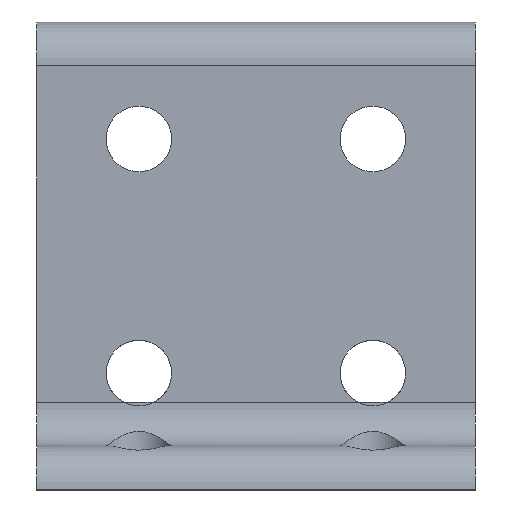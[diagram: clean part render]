
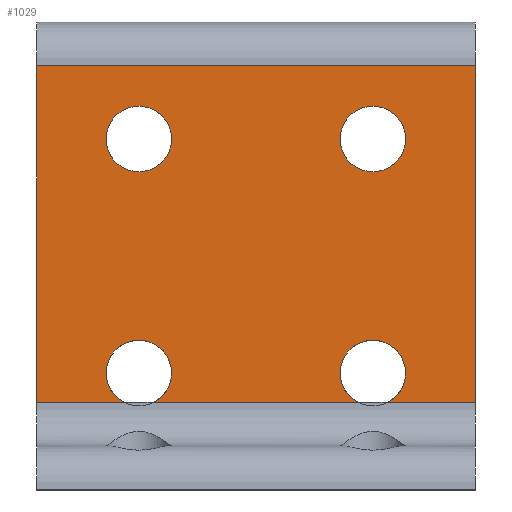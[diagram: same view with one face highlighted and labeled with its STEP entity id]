
A CAD part, front view. The second image highlights one B-rep face of the part: STEP entity #1029.
In plain terms, the highlighted planar face has unit normal (0, -1, 0).
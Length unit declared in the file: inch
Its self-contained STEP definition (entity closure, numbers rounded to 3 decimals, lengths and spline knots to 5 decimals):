
#78=CARTESIAN_POINT('',(-0.5005,-0.188,1.64));
#79=VERTEX_POINT('',#78);
#95=CARTESIAN_POINT('',(-0.5005,-0.188,1.36));
#96=VERTEX_POINT('',#95);
#103=CARTESIAN_POINT('',(-0.5005,-0.188,1.5));
#104=DIRECTION('',(0.0,1.0,0.0));
#105=DIRECTION('',(0.0,0.0,1.0));
#106=AXIS2_PLACEMENT_3D('',#103,#104,#105);
#107=CIRCLE('',#106,0.14);
#108=EDGE_CURVE('',#79,#96,#107,.T.);
#120=CARTESIAN_POINT('',(0.4995,-0.188,1.64));
#121=VERTEX_POINT('',#120);
#137=CARTESIAN_POINT('',(0.4995,-0.188,1.36));
#138=VERTEX_POINT('',#137);
#145=CARTESIAN_POINT('',(0.4995,-0.188,1.5));
#146=DIRECTION('',(0.0,1.0,0.0));
#147=DIRECTION('',(0.0,0.0,1.0));
#148=AXIS2_PLACEMENT_3D('',#145,#146,#147);
#149=CIRCLE('',#148,0.14);
#150=EDGE_CURVE('',#121,#138,#149,.T.);
#162=CARTESIAN_POINT('',(0.4995,-0.188,0.64));
#163=VERTEX_POINT('',#162);
#187=CARTESIAN_POINT('',(0.56449,-0.188,0.376));
#188=VERTEX_POINT('',#187);
#196=CARTESIAN_POINT('',(0.4995,-0.188,0.5));
#197=DIRECTION('',(0.0,1.0,0.0));
#198=DIRECTION('',(0.0,0.0,1.0));
#199=AXIS2_PLACEMENT_3D('',#196,#197,#198);
#200=CIRCLE('',#199,0.14);
#201=EDGE_CURVE('',#163,#188,#200,.T.);
#213=CARTESIAN_POINT('',(-0.5005,-0.188,0.64));
#214=VERTEX_POINT('',#213);
#238=CARTESIAN_POINT('',(-0.43551,-0.188,0.376));
#239=VERTEX_POINT('',#238);
#247=CARTESIAN_POINT('',(-0.5005,-0.188,0.5));
#248=DIRECTION('',(0.0,1.0,0.0));
#249=DIRECTION('',(0.0,0.0,1.0));
#250=AXIS2_PLACEMENT_3D('',#247,#248,#249);
#251=CIRCLE('',#250,0.14);
#252=EDGE_CURVE('',#214,#239,#251,.T.);
#620=CARTESIAN_POINT('',(-0.56549,-0.188,0.376));
#621=VERTEX_POINT('',#620);
#645=CARTESIAN_POINT('',(-0.5005,-0.188,0.5));
#646=DIRECTION('',(0.0,1.0,0.0));
#647=DIRECTION('',(0.0,0.0,1.0));
#648=AXIS2_PLACEMENT_3D('',#645,#646,#647);
#649=CIRCLE('',#648,0.14);
#650=EDGE_CURVE('',#621,#214,#649,.T.);
#669=CARTESIAN_POINT('',(0.43451,-0.188,0.376));
#670=VERTEX_POINT('',#669);
#694=CARTESIAN_POINT('',(0.4995,-0.188,0.5));
#695=DIRECTION('',(0.0,1.0,0.0));
#696=DIRECTION('',(0.0,0.0,1.0));
#697=AXIS2_PLACEMENT_3D('',#694,#695,#696);
#698=CIRCLE('',#697,0.14);
#699=EDGE_CURVE('',#670,#163,#698,.T.);
#719=CARTESIAN_POINT('',(0.4995,-0.188,1.5));
#720=DIRECTION('',(0.0,1.0,0.0));
#721=DIRECTION('',(0.0,0.0,1.0));
#722=AXIS2_PLACEMENT_3D('',#719,#720,#721);
#723=CIRCLE('',#722,0.14);
#724=EDGE_CURVE('',#138,#121,#723,.T.);
#743=CARTESIAN_POINT('',(-0.5005,-0.188,1.5));
#744=DIRECTION('',(0.0,1.0,0.0));
#745=DIRECTION('',(0.0,0.0,1.0));
#746=AXIS2_PLACEMENT_3D('',#743,#744,#745);
#747=CIRCLE('',#746,0.14);
#748=EDGE_CURVE('',#96,#79,#747,.T.);
#947=CARTESIAN_POINT('',(-0.9375,-0.188,1.812));
#948=VERTEX_POINT('',#947);
#956=CARTESIAN_POINT('',(0.9375,-0.188,1.812));
#957=VERTEX_POINT('',#956);
#958=CARTESIAN_POINT('',(0.9375,-0.188,1.812));
#959=DIRECTION('',(-1.0,0.0,0.0));
#960=VECTOR('',#959,1.875);
#961=LINE('',#958,#960);
#962=EDGE_CURVE('',#957,#948,#961,.T.);
#975=CARTESIAN_POINT('',(0.9375,-0.188,1.812));
#976=DIRECTION('',(0.0,-1.0,0.0));
#977=DIRECTION('',(0.0,0.0,1.0));
#978=AXIS2_PLACEMENT_3D('',#975,#976,#977);
#979=PLANE('',#978);
#980=ORIENTED_EDGE('',*,*,#650,.T.);
#981=ORIENTED_EDGE('',*,*,#252,.T.);
#982=CARTESIAN_POINT('',(0.43451,-0.188,0.376));
#983=DIRECTION('',(-1.0,0.0,0.0));
#984=VECTOR('',#983,0.87002);
#985=LINE('',#982,#984);
#986=EDGE_CURVE('',#670,#239,#985,.T.);
#987=ORIENTED_EDGE('',*,*,#986,.F.);
#988=ORIENTED_EDGE('',*,*,#699,.T.);
#989=ORIENTED_EDGE('',*,*,#201,.T.);
#990=CARTESIAN_POINT('',(0.9375,-0.188,0.376));
#991=VERTEX_POINT('',#990);
#992=CARTESIAN_POINT('',(0.9375,-0.188,0.376));
#993=DIRECTION('',(-1.0,0.0,0.0));
#994=VECTOR('',#993,0.37301);
#995=LINE('',#992,#994);
#996=EDGE_CURVE('',#991,#188,#995,.T.);
#997=ORIENTED_EDGE('',*,*,#996,.F.);
#998=CARTESIAN_POINT('',(0.9375,-0.188,0.376));
#999=DIRECTION('',(0.0,0.0,1.0));
#1000=VECTOR('',#999,1.436);
#1001=LINE('',#998,#1000);
#1002=EDGE_CURVE('',#991,#957,#1001,.T.);
#1003=ORIENTED_EDGE('',*,*,#1002,.T.);
#1004=ORIENTED_EDGE('',*,*,#962,.T.);
#1005=CARTESIAN_POINT('',(-0.9375,-0.188,0.376));
#1006=VERTEX_POINT('',#1005);
#1007=CARTESIAN_POINT('',(-0.9375,-0.188,1.812));
#1008=DIRECTION('',(0.0,0.0,-1.0));
#1009=VECTOR('',#1008,1.436);
#1010=LINE('',#1007,#1009);
#1011=EDGE_CURVE('',#948,#1006,#1010,.T.);
#1012=ORIENTED_EDGE('',*,*,#1011,.T.);
#1013=CARTESIAN_POINT('',(-0.56549,-0.188,0.376));
#1014=DIRECTION('',(-1.0,0.0,0.0));
#1015=VECTOR('',#1014,0.37201);
#1016=LINE('',#1013,#1015);
#1017=EDGE_CURVE('',#621,#1006,#1016,.T.);
#1018=ORIENTED_EDGE('',*,*,#1017,.F.);
#1019=EDGE_LOOP('',(#980,#981,#987,#988,#989,#997,#1003,#1004,#1012,#1018));
#1020=FACE_OUTER_BOUND('',#1019,.T.);
#1021=ORIENTED_EDGE('',*,*,#150,.T.);
#1022=ORIENTED_EDGE('',*,*,#724,.T.);
#1023=EDGE_LOOP('',(#1021,#1022));
#1024=FACE_BOUND('',#1023,.T.);
#1025=ORIENTED_EDGE('',*,*,#108,.T.);
#1026=ORIENTED_EDGE('',*,*,#748,.T.);
#1027=EDGE_LOOP('',(#1025,#1026));
#1028=FACE_BOUND('',#1027,.T.);
#1029=ADVANCED_FACE('',(#1020,#1024,#1028),#979,.T.);
